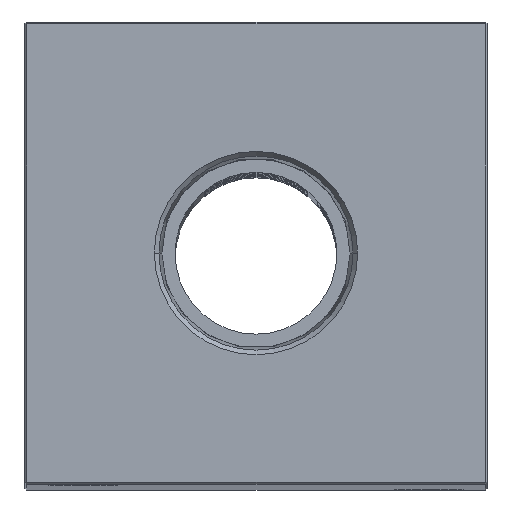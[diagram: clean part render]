
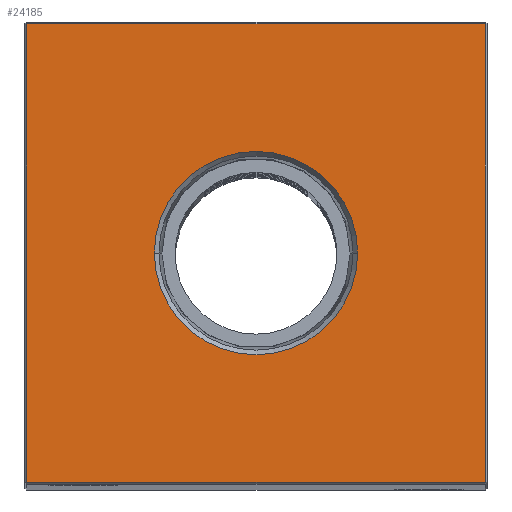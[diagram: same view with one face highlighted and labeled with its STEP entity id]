
A CAD part, top view. The second image highlights one B-rep face of the part: STEP entity #24185.
In plain terms, the highlighted planar face has unit normal (0, 0, 1).
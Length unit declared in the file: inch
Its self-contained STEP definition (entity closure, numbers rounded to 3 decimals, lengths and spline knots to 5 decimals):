
#1039 = VERTEX_POINT ( 'NONE', #15609 ) ;
#1183 = PLANE ( 'NONE',  #26079 ) ;
#1693 = VERTEX_POINT ( 'NONE', #7506 ) ;
#2551 = EDGE_CURVE ( 'NONE', #16113, #12624, #3093, .T. ) ;
#3093 = CIRCLE ( 'NONE', #4788, 0.5499 ) ;
#3874 = EDGE_CURVE ( 'NONE', #4968, #14826, #26147, .T. ) ;
#3917 = CARTESIAN_POINT ( 'NONE',  ( 1.24, -1.24, 18. ) ) ;
#4129 = CARTESIAN_POINT ( 'NONE',  ( 0., 0., 18. ) ) ;
#4459 = DIRECTION ( 'NONE',  ( 0., 0., 1. ) ) ;
#4543 = LINE ( 'NONE', #18458, #17102 ) ;
#4788 = AXIS2_PLACEMENT_3D ( 'NONE', #4129, #9074, #19224 ) ;
#4968 = VERTEX_POINT ( 'NONE', #13930 ) ;
#5228 = FACE_BOUND ( 'NONE', #14560, .T. ) ;
#5701 = VECTOR ( 'NONE', #8521, 39.37008 ) ;
#5808 = DIRECTION ( 'NONE',  ( 1., 0., 0. ) ) ;
#6282 = CARTESIAN_POINT ( 'NONE',  ( 0.5499, 0., 18. ) ) ;
#6457 = DIRECTION ( 'NONE',  ( 1., 0., 0. ) ) ;
#6463 = ORIENTED_EDGE ( 'NONE', *, *, #3874, .T. ) ;
#7506 = CARTESIAN_POINT ( 'NONE',  ( -1.24, 1.24, 18. ) ) ;
#8392 = ORIENTED_EDGE ( 'NONE', *, *, #16042, .T. ) ;
#8521 = DIRECTION ( 'NONE',  ( 0., -1., 0. ) ) ;
#8640 = VECTOR ( 'NONE', #12433, 39.37008 ) ;
#9074 = DIRECTION ( 'NONE',  ( 0., 0., 1. ) ) ;
#9368 = DIRECTION ( 'NONE',  ( 0., 0., -1. ) ) ;
#9568 = EDGE_CURVE ( 'NONE', #12624, #16113, #21398, .T. ) ;
#10782 = ORIENTED_EDGE ( 'NONE', *, *, #23026, .T. ) ;
#10929 = CARTESIAN_POINT ( 'NONE',  ( -0.5499, 0., 18. ) ) ;
#12300 = LINE ( 'NONE', #20451, #8640 ) ;
#12433 = DIRECTION ( 'NONE',  ( 0., 1., 0. ) ) ;
#12624 = VERTEX_POINT ( 'NONE', #6282 ) ;
#12744 = CARTESIAN_POINT ( 'NONE',  ( 0., 0., 18. ) ) ;
#13401 = DIRECTION ( 'NONE',  ( -1., 0., 0. ) ) ;
#13515 = EDGE_LOOP ( 'NONE', ( #8392, #6463, #21731, #10782 ) ) ;
#13751 = ORIENTED_EDGE ( 'NONE', *, *, #2551, .F. ) ;
#13930 = CARTESIAN_POINT ( 'NONE',  ( -1.24, -1.24, 18. ) ) ;
#14560 = EDGE_LOOP ( 'NONE', ( #23809, #13751 ) ) ;
#14581 = DIRECTION ( 'NONE',  ( -1., 0., 0. ) ) ;
#14826 = VERTEX_POINT ( 'NONE', #3917 ) ;
#15609 = CARTESIAN_POINT ( 'NONE',  ( 1.24, 1.24, 18. ) ) ;
#16042 = EDGE_CURVE ( 'NONE', #1693, #4968, #20956, .T. ) ;
#16113 = VERTEX_POINT ( 'NONE', #10929 ) ;
#17102 = VECTOR ( 'NONE', #14581, 39.37008 ) ;
#18374 = CARTESIAN_POINT ( 'NONE',  ( 0., -1.24, 18. ) ) ;
#18393 = AXIS2_PLACEMENT_3D ( 'NONE', #12744, #4459, #6457 ) ;
#18458 = CARTESIAN_POINT ( 'NONE',  ( 0., 1.24, 18. ) ) ;
#18690 = CARTESIAN_POINT ( 'NONE',  ( -1.24, 0., 18. ) ) ;
#19224 = DIRECTION ( 'NONE',  ( 1., 0., 0. ) ) ;
#19717 = VECTOR ( 'NONE', #5808, 39.37008 ) ;
#19802 = CARTESIAN_POINT ( 'NONE',  ( 0., 0., 18. ) ) ;
#20451 = CARTESIAN_POINT ( 'NONE',  ( 1.24, 0., 18. ) ) ;
#20956 = LINE ( 'NONE', #18690, #5701 ) ;
#20989 = EDGE_CURVE ( 'NONE', #14826, #1039, #12300, .T. ) ;
#21398 = CIRCLE ( 'NONE', #18393, 0.5499 ) ;
#21731 = ORIENTED_EDGE ( 'NONE', *, *, #20989, .T. ) ;
#21800 = FACE_OUTER_BOUND ( 'NONE', #13515, .T. ) ;
#23026 = EDGE_CURVE ( 'NONE', #1039, #1693, #4543, .T. ) ;
#23809 = ORIENTED_EDGE ( 'NONE', *, *, #9568, .F. ) ;
#24185 = ADVANCED_FACE ( 'NONE', ( #21800, #5228 ), #1183, .F. ) ;
#26079 = AXIS2_PLACEMENT_3D ( 'NONE', #19802, #9368, #13401 ) ;
#26147 = LINE ( 'NONE', #18374, #19717 ) ;
